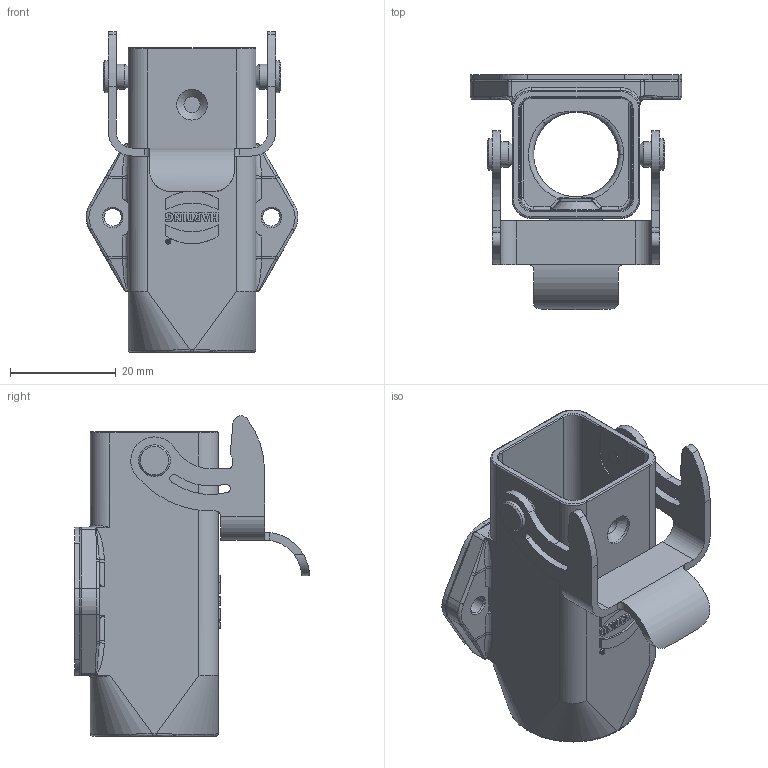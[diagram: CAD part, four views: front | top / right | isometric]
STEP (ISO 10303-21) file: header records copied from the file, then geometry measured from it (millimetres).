
FILE_DESCRIPTION(/* description */ (''),/* implementation_level */ '2;1');
FILE_NAME(/* name */ '100197609ugm000_c.stp',/* time_stamp */ '2017-11-03T15:19:09+01:00',/* author */ (''),/* organization */ (''),/* preprocessor_version */ 'ST-DEVELOPER v16',/* originating_system */ 'SIEMENS PLM Software NX 10.0',/* authorisation */ '');
FILE_SCHEMA (('AUTOMOTIVE_DESIGN { 1 0 10303 214 3 1 1 1 }'));
Length unit declared in the file: millimetre
Products named in the file (1): 100197609ugm000_c
Bounding box: 40 x 44.44 x 60.6 mm (x, y, z)
Volume: 12471.4 mm3; surface area: 13262 mm2
Topology: 2 solids, 2 shells, 422 faces, 1059 edges, 653 vertices
Faces by surface type: plane 192, cylinder 125, bspline 90, cone 13, torus 2
Full cylindrical faces by diameter (mm): 0.753 x1, 0.986 x1, 2.5 x2, 3.05 x1, 3.3 x2, 3.5 x2, 4.8 x2, 5 x2, 5.8 x1, 6 x2, 20 x1
Entity records: 18489 total; most frequent: CARTESIAN_POINT 6067, ORIENTED_EDGE 2028, DIRECTION 1786, EDGE_CURVE 1014, VERTEX_POINT 646, AXIS2_PLACEMENT_3D 614, LINE 558, VECTOR 558
